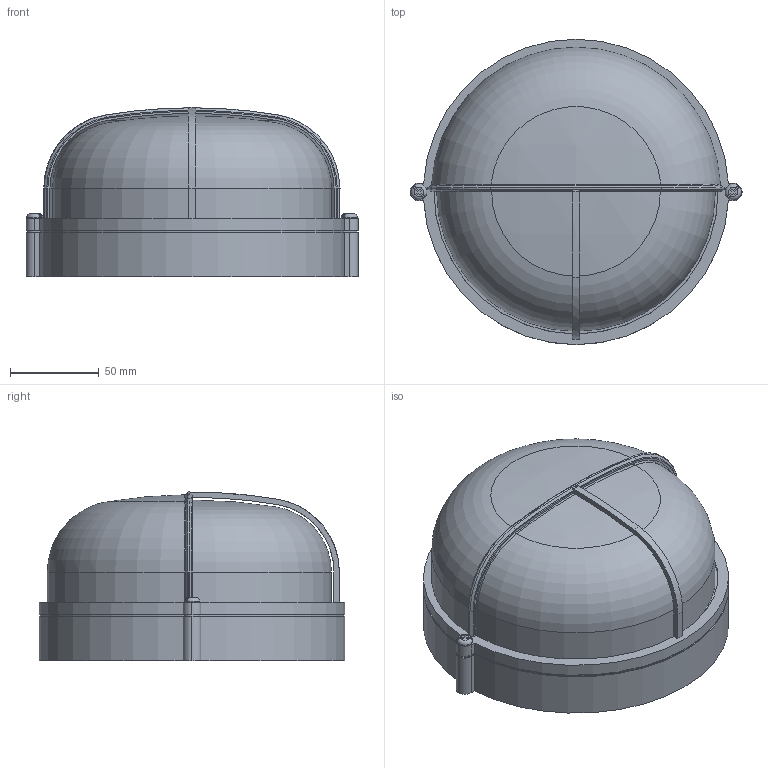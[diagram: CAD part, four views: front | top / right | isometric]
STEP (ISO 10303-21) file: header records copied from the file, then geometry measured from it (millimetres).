
FILE_DESCRIPTION (( 'STEP AP214' ), '1' );
FILE_NAME ('LNPP0-1305-1-060-K02 Ñâåòèëüíèê ÍÏÏ1305 ÷åðíûé_êðóã ï_ñôåðà-ëó÷ 60Âò IP54 ÈÝÊ.STEP', '2017-06-23T07:57:55', ( '' ), ( '' ), 'SwSTEP 2.0', 'SolidWorks 2014', '' );
FILE_SCHEMA (( 'AUTOMOTIVE_DESIGN' ));
Length unit declared in the file: millimetre
Products named in the file (1): LNPP0-1305-1-060-K02 Ñâåòèëüíèê ÍÏÏ1305 ÷åðíûé_êðóã ï_ñôåðà-ëó÷ 60Âò IP54  ÈÝÊ
Bounding box: 187 x 172 x 95.5 mm (x, y, z)
Volume: 1550324.2 mm3; surface area: 133784.2 mm2
Topology: 1 solids, 1 shells, 157 faces, 391 edges, 249 vertices
Faces by surface type: plane 64, cylinder 50, torus 25, sphere 7, cone 7, bspline 4
Entity records: 5267 total; most frequent: CARTESIAN_POINT 1402, DIRECTION 851, ORIENTED_EDGE 782, EDGE_CURVE 391, AXIS2_PLACEMENT_3D 342, VERTEX_POINT 249, CIRCLE 188, EDGE_LOOP 172
